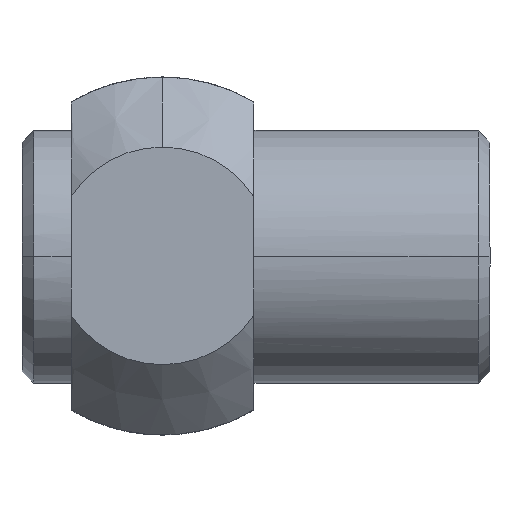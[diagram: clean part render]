
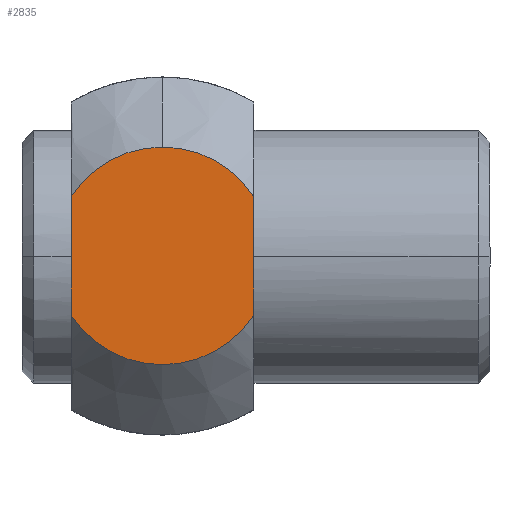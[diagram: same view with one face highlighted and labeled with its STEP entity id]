
A CAD part, top view. The second image highlights one B-rep face of the part: STEP entity #2835.
In plain terms, the highlighted planar face has unit normal (0, 0, 1).
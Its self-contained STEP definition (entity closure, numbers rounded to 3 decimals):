
#23 = EDGE_CURVE ( 'NONE', #70, #3847, #2482, .T. ) ;
#70 = VERTEX_POINT ( 'NONE', #2088 ) ;
#72 = CARTESIAN_POINT ( 'NONE',  ( -3.9, 2.532, 0. ) ) ;
#78 = CARTESIAN_POINT ( 'NONE',  ( 0., 0., 0. ) ) ;
#261 = AXIS2_PLACEMENT_3D ( 'NONE', #1581, #1900, #2560 ) ;
#282 = EDGE_LOOP ( 'NONE', ( #3083, #2515, #2754, #4007, #962 ) ) ;
#289 = CARTESIAN_POINT ( 'NONE',  ( -3.9, -2.532, 0. ) ) ;
#311 = CARTESIAN_POINT ( 'NONE',  ( 3.9, -2.532, 0. ) ) ;
#447 = CIRCLE ( 'NONE', #2868, 4.65 ) ;
#611 = DIRECTION ( 'NONE',  ( 0., -1., 0. ) ) ;
#639 = VECTOR ( 'NONE', #1645, 1000. ) ;
#962 = ORIENTED_EDGE ( 'NONE', *, *, #23, .T. ) ;
#989 = LINE ( 'NONE', #2246, #2209 ) ;
#1059 = CARTESIAN_POINT ( 'NONE',  ( 3.9, -7.65, 0. ) ) ;
#1064 = CARTESIAN_POINT ( 'NONE',  ( 0., 0., 0. ) ) ;
#1173 = PLANE ( 'NONE',  #2148 ) ;
#1264 = VERTEX_POINT ( 'NONE', #289 ) ;
#1333 = DIRECTION ( 'NONE',  ( 0., 0., 1. ) ) ;
#1581 = CARTESIAN_POINT ( 'NONE',  ( 0., 0., 0. ) ) ;
#1645 = DIRECTION ( 'NONE',  ( 0., 1., 0. ) ) ;
#1900 = DIRECTION ( 'NONE',  ( 0., 0., 1. ) ) ;
#2088 = CARTESIAN_POINT ( 'NONE',  ( 0., 4.65, 0. ) ) ;
#2148 = AXIS2_PLACEMENT_3D ( 'NONE', #3406, #3946, #611 ) ;
#2209 = VECTOR ( 'NONE', #3797, 1000. ) ;
#2246 = CARTESIAN_POINT ( 'NONE',  ( -3.9, -7.65, 0. ) ) ;
#2345 = DIRECTION ( 'NONE',  ( 0., 0., 1. ) ) ;
#2385 = EDGE_CURVE ( 'NONE', #2808, #2885, #3850, .T. ) ;
#2482 = CIRCLE ( 'NONE', #3023, 4.65 ) ;
#2515 = ORIENTED_EDGE ( 'NONE', *, *, #3027, .T. ) ;
#2560 = DIRECTION ( 'NONE',  ( 0., -1., 0. ) ) ;
#2577 = DIRECTION ( 'NONE',  ( 0., -1., 0. ) ) ;
#2754 = ORIENTED_EDGE ( 'NONE', *, *, #2385, .T. ) ;
#2808 = VERTEX_POINT ( 'NONE', #311 ) ;
#2835 = ADVANCED_FACE ( 'NONE', ( #3717 ), #1173, .T. ) ;
#2868 = AXIS2_PLACEMENT_3D ( 'NONE', #78, #1333, #2577 ) ;
#2885 = VERTEX_POINT ( 'NONE', #3982 ) ;
#2993 = EDGE_CURVE ( 'NONE', #2885, #70, #3772, .T. ) ;
#2998 = EDGE_CURVE ( 'NONE', #1264, #3847, #989, .T. ) ;
#3023 = AXIS2_PLACEMENT_3D ( 'NONE', #1064, #2345, #3592 ) ;
#3027 = EDGE_CURVE ( 'NONE', #1264, #2808, #447, .T. ) ;
#3083 = ORIENTED_EDGE ( 'NONE', *, *, #2998, .F. ) ;
#3406 = CARTESIAN_POINT ( 'NONE',  ( 0., 0., 0. ) ) ;
#3592 = DIRECTION ( 'NONE',  ( 0., -1., 0. ) ) ;
#3717 = FACE_OUTER_BOUND ( 'NONE', #282, .T. ) ;
#3772 = CIRCLE ( 'NONE', #261, 4.65 ) ;
#3797 = DIRECTION ( 'NONE',  ( 0., 1., 0. ) ) ;
#3847 = VERTEX_POINT ( 'NONE', #72 ) ;
#3850 = LINE ( 'NONE', #1059, #639 ) ;
#3946 = DIRECTION ( 'NONE',  ( 0., 0., 1. ) ) ;
#3982 = CARTESIAN_POINT ( 'NONE',  ( 3.9, 2.532, 0. ) ) ;
#4007 = ORIENTED_EDGE ( 'NONE', *, *, #2993, .T. ) ;
